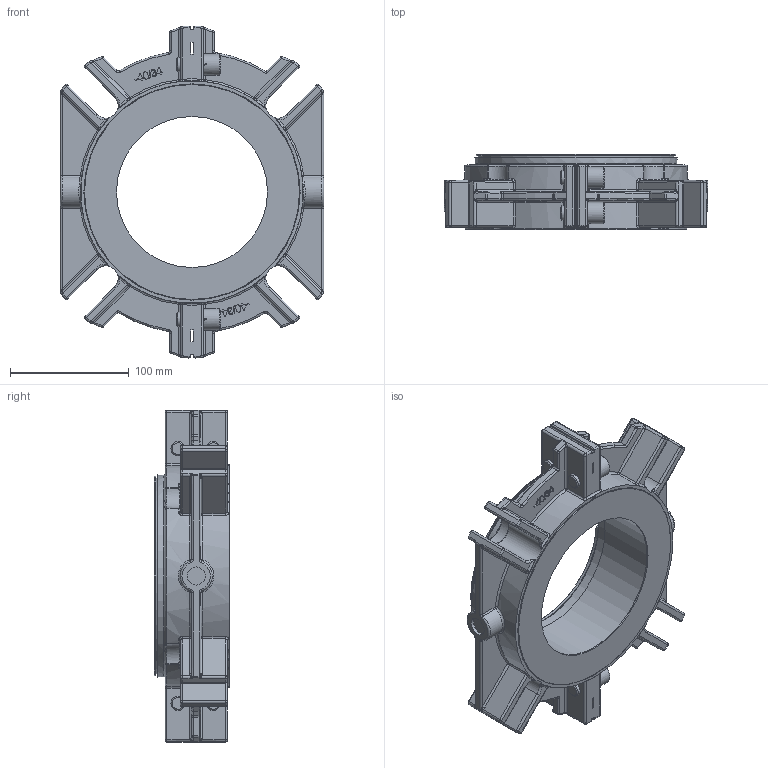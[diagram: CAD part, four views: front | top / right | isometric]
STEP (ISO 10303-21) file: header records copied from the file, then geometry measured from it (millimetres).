
FILE_DESCRIPTION(/* description */ ('Unknown'),/* implementation_level */ '2;1');
FILE_NAME(/* name */ '5.000 RDSX -40_34 SEAL ARRANGEMENT',/* time_stamp */ '2023-02-21T15:19:55-05:00',/* author */ ('Unknown'),/* organization */ ('Unknown'),/* preprocessor_version */ 'ST-DEVELOPER v16.7',/* originating_system */ 'Solid Edge',/* authorisation */ 'Unknown');
FILE_SCHEMA (('AUTOMOTIVE_DESIGN {1 0 10303 214 3 1 1}'));
Length unit declared in the file: millimetre
Products named in the file (1): 3209508
Bounding box: 221.67 x 63.5 x 279.35 mm (x, y, z)
Volume: 1226088.5 mm3; surface area: 172901.4 mm2
Topology: 1 solids, 3 shells, 934 faces, 2275 edges, 1313 vertices
Faces by surface type: cylinder 279, plane 236, torus 176, bspline 150, sphere 80, cone 13
Full cylindrical faces by diameter (mm): 12 x8, 15.342 x2, 18 x4, 127 x1, 127.127 x1, 130.175 x1, 165.735 x1, 168.275 x1, 170.18 x1, 180.975 x1, 181.483 x1
Entity records: 28660 total; most frequent: CARTESIAN_POINT 8068, DIRECTION 4386, ORIENTED_EDGE 4256, EDGE_CURVE 2128, AXIS2_PLACEMENT_3D 1786, VERTEX_POINT 1266, EDGE_LOOP 1012, FACE_BOUND 1012
